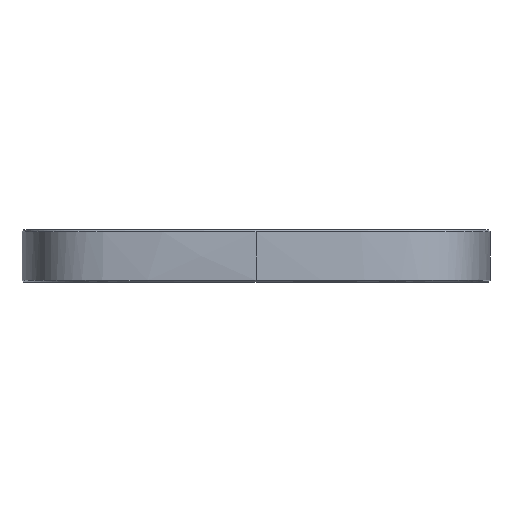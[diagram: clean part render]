
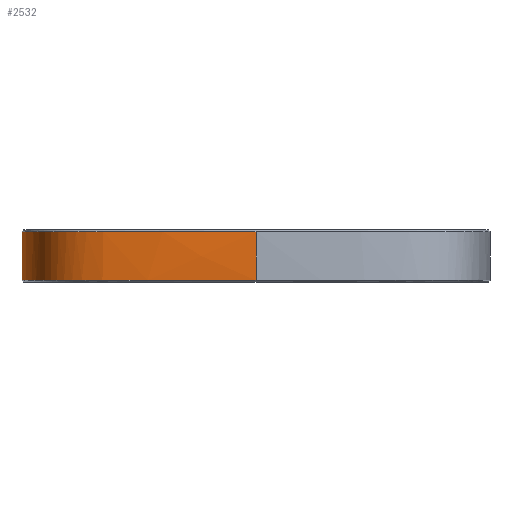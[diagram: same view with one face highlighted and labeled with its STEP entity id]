
A CAD part, front view. The second image highlights one B-rep face of the part: STEP entity #2532.
In plain terms, the highlighted free-form (B-spline) face has degree [2, 1] with [3, 2] control points.
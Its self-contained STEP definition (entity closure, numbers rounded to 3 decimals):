
#276=(
BOUNDED_SURFACE()
B_SPLINE_SURFACE(2,1,((#3918,#3919),(#3920,#3921),(#3922,#3923)),
 .UNSPECIFIED.,.F.,.F.,.F.)
B_SPLINE_SURFACE_WITH_KNOTS((3,3),(2,2),(-9.494,0.),(0.,1.436),
 .UNSPECIFIED.)
GEOMETRIC_REPRESENTATION_ITEM()
RATIONAL_B_SPLINE_SURFACE(((1.,1.),(2.333,2.333),
(1.,1.)))
REPRESENTATION_ITEM('')
SURFACE()
);
#284=FACE_OUTER_BOUND('',#432,.T.);
#432=EDGE_LOOP('',(#1754,#1755,#1756,#1757));
#592=B_SPLINE_CURVE_WITH_KNOTS('',3,(#3748,#3749,#3750,#3751,#3752,#3753,
#3754,#3755,#3756,#3757,#3758),.UNSPECIFIED.,.F.,.F.,(4,1,1,1,1,1,1,1,4),
(0.,2.562,5.124,7.686,
10.248,11.529,12.81,15.372,17.934),
 .UNSPECIFIED.);
#597=B_SPLINE_CURVE_WITH_KNOTS('',3,(#3927,#3928,#3929,#3930,#3931,#3932,
#3933,#3934,#3935,#3936,#3937,#3938,#3939,#3940,#3941,#3942),
 .UNSPECIFIED.,.F.,.F.,(4,1,1,1,1,1,1,1,1,1,1,1,1,4),(0.,
0.339,0.678,1.356,2.035,2.713,
4.069,5.425,6.782,7.46,8.138,
8.816,9.155,9.494),.UNSPECIFIED.);
#669=LINE('',#3925,#884);
#670=LINE('',#3943,#885);
#884=VECTOR('',#2941,10.);
#885=VECTOR('',#2942,10.);
#1095=VERTEX_POINT('',#3658);
#1099=VERTEX_POINT('',#3734);
#1103=VERTEX_POINT('',#3924);
#1104=VERTEX_POINT('',#3926);
#1353=EDGE_CURVE('',#1095,#1099,#592,.T.);
#1359=EDGE_CURVE('',#1103,#1095,#669,.T.);
#1360=EDGE_CURVE('',#1104,#1103,#597,.T.);
#1361=EDGE_CURVE('',#1104,#1099,#670,.T.);
#1754=ORIENTED_EDGE('',*,*,#1353,.F.);
#1755=ORIENTED_EDGE('',*,*,#1359,.F.);
#1756=ORIENTED_EDGE('',*,*,#1360,.F.);
#1757=ORIENTED_EDGE('',*,*,#1361,.T.);
#2532=ADVANCED_FACE('',(#284),#276,.T.);
#2941=DIRECTION('',(0.,0.,1.));
#2942=DIRECTION('',(0.,0.,1.));
#3658=CARTESIAN_POINT('',(-55.,0.,153.895));
#3734=CARTESIAN_POINT('',(0.,-55.,153.895));
#3748=CARTESIAN_POINT('Ctrl Pts',(-55.,0.,153.895));
#3749=CARTESIAN_POINT('Ctrl Pts',(-55.,-8.54,153.895));
#3750=CARTESIAN_POINT('Ctrl Pts',(-54.63,-22.396,153.895));
#3751=CARTESIAN_POINT('Ctrl Pts',(-52.847,-35.654,153.895));
#3752=CARTESIAN_POINT('Ctrl Pts',(-49.588,-44.074,153.895));
#3753=CARTESIAN_POINT('Ctrl Pts',(-45.164,-48.587,153.895));
#3754=CARTESIAN_POINT('Ctrl Pts',(-40.041,-51.147,153.895));
#3755=CARTESIAN_POINT('Ctrl Pts',(-33.677,-53.103,153.895));
#3756=CARTESIAN_POINT('Ctrl Pts',(-22.509,-54.632,153.895));
#3757=CARTESIAN_POINT('Ctrl Pts',(-8.581,-55.,153.895));
#3758=CARTESIAN_POINT('Ctrl Pts',(0.,-55.,153.895));
#3918=CARTESIAN_POINT('Ctrl Pts',(-55.,0.,142.));
#3919=CARTESIAN_POINT('Ctrl Pts',(-55.,0.,156.365));
#3920=CARTESIAN_POINT('Ctrl Pts',(-55.,-55.,142.));
#3921=CARTESIAN_POINT('Ctrl Pts',(-55.,-55.,156.365));
#3922=CARTESIAN_POINT('Ctrl Pts',(0.,-55.,142.));
#3923=CARTESIAN_POINT('Ctrl Pts',(0.,-55.,156.365));
#3924=CARTESIAN_POINT('',(-55.,0.,142.4));
#3925=CARTESIAN_POINT('',(-55.,0.,142.));
#3926=CARTESIAN_POINT('',(0.,-55.,142.4));
#3927=CARTESIAN_POINT('Ctrl Pts',(0.,-55.,142.4));
#3928=CARTESIAN_POINT('Ctrl Pts',(-3.056,-55.,142.4));
#3929=CARTESIAN_POINT('Ctrl Pts',(-8.425,-54.954,142.4));
#3930=CARTESIAN_POINT('Ctrl Pts',(-17.049,-54.717,142.4));
#3931=CARTESIAN_POINT('Ctrl Pts',(-24.975,-54.2,142.4));
#3932=CARTESIAN_POINT('Ctrl Pts',(-31.855,-53.302,142.4));
#3933=CARTESIAN_POINT('Ctrl Pts',(-38.732,-51.749,142.4));
#3934=CARTESIAN_POINT('Ctrl Pts',(-44.522,-49.133,142.4));
#3935=CARTESIAN_POINT('Ctrl Pts',(-49.136,-44.526,142.4));
#3936=CARTESIAN_POINT('Ctrl Pts',(-51.748,-38.73,142.4));
#3937=CARTESIAN_POINT('Ctrl Pts',(-53.302,-31.854,142.4));
#3938=CARTESIAN_POINT('Ctrl Pts',(-54.2,-24.975,142.4));
#3939=CARTESIAN_POINT('Ctrl Pts',(-54.717,-17.049,142.4));
#3940=CARTESIAN_POINT('Ctrl Pts',(-54.954,-8.425,142.4));
#3941=CARTESIAN_POINT('Ctrl Pts',(-55.,-3.056,142.4));
#3942=CARTESIAN_POINT('Ctrl Pts',(-55.,0.,142.4));
#3943=CARTESIAN_POINT('',(0.,-55.,142.));
